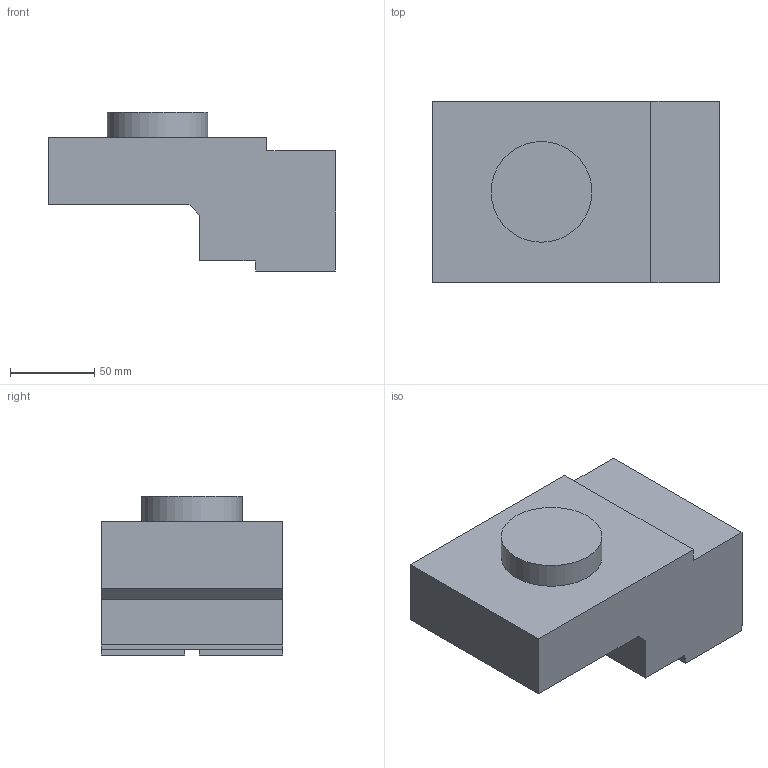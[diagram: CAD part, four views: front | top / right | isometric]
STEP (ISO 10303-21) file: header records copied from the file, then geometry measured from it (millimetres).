
FILE_DESCRIPTION(/* description */ (''),/* implementation_level */ '2;1');
FILE_NAME(/* name */ '1533804708903.stp',/* time_stamp */ '2018-08-09T10:51:55+02:00',/* author */ (''),/* organization */ ('SMS'),/* preprocessor_version */ 'ST-DEVELOPER v15',/* originating_system */ 'SIEMENS PLM Software NX 8.5',/* authorisation */ '');
FILE_SCHEMA (('AUTOMOTIVE_DESIGN { 1 0 10303 214 3 1 1 1 }'));
Length unit declared in the file: millimetre
Products named in the file (1): 201816055mod000_00
Bounding box: 171 x 108 x 95 mm (x, y, z)
Volume: 1042966.6 mm3; surface area: 80148.6 mm2
Topology: 1 solids, 1 shells, 49 faces, 117 edges, 79 vertices
Faces by surface type: plane 30, cone 12, cylinder 7
Full cylindrical faces by diameter (mm): 2.5 x2, 31.236 x2, 41 x1, 41.013 x1, 59.9 x1
Entity records: 1574 total; most frequent: CARTESIAN_POINT 355, DIRECTION 257, ORIENTED_EDGE 214, EDGE_CURVE 107, AXIS2_PLACEMENT_3D 94, VERTEX_POINT 76, LINE 69, VECTOR 69
